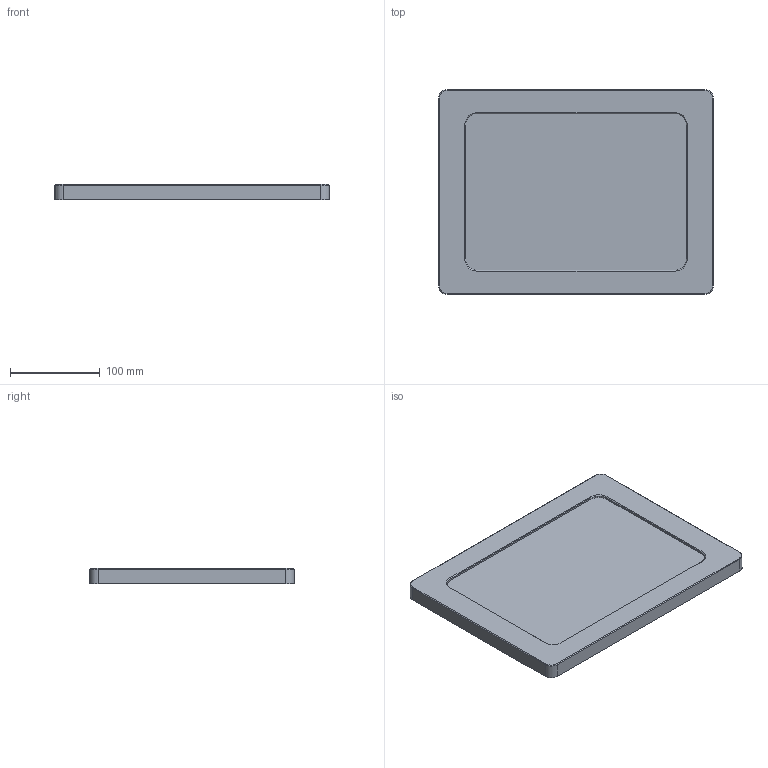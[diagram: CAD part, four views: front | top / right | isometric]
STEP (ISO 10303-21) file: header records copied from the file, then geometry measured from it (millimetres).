
FILE_DESCRIPTION(/* description */ (''),/* implementation_level */ '2;1');
FILE_NAME(/* name */ 'vb_vesa_iprom4110.step',/* time_stamp */ '2024-10-15T15:37:44-04:00',/* author */ ('NickC'),/* organization */ (''),/* preprocessor_version */ 'ST-DEVELOPER v20',/* originating_system */ 'Autodesk Inventor 2024',/* authorisation */ '');
FILE_SCHEMA (('AUTOMOTIVE_DESIGN { 1 0 10303 214 3 1 1 }'));
Length unit declared in the file: inch
Products named in the file (1): Part21
Bounding box: 306.85 x 228.31 x 16.86 mm (x, y, z)
Volume: 1046364 mm3; surface area: 162891.8 mm2
Topology: 1 solids, 8 shells, 754 faces, 1907 edges, 1248 vertices
Faces by surface type: plane 487, cylinder 118, cone 101, bspline 48
Full cylindrical faces by diameter (mm): 2.438 x41, 3.251 x4, 3.306 x16, 4.166 x8, 4.978 x8, 38.1 x1
Entity records: 26375 total; most frequent: CARTESIAN_POINT 8020, ORIENTED_EDGE 3814, DIRECTION 3377, EDGE_CURVE 1907, LINE 1291, VECTOR 1291, VERTEX_POINT 1248, AXIS2_PLACEMENT_3D 1043
